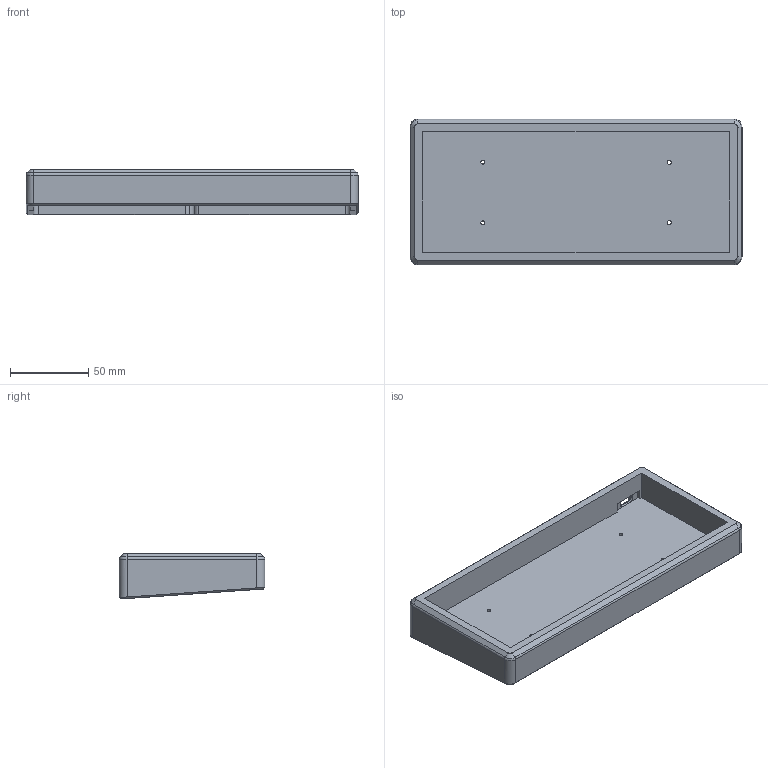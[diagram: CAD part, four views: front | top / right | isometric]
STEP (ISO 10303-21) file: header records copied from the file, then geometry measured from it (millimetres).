
FILE_DESCRIPTION(/* description */ (''),/* implementation_level */ '2;1');
FILE_NAME(/* name */ 'P3D QAZ Case v4.step',/* time_stamp */ '2020-08-22T11:20:36-05:00',/* author */ (''),/* organization */ (''),/* preprocessor_version */ 'ST-DEVELOPER v18.1',/* originating_system */ 'Autodesk Translation Framework v9.3.0.1241',/* authorisation */ '');
FILE_SCHEMA (('AUTOMOTIVE_DESIGN { 1 0 10303 214 3 1 1 }'));
Length unit declared in the file: millimetre
Products named in the file (2): P3D QAZ Case; P3D QAZ
Assembly tree (1 placements, depth 2):
  P3D QAZ Case
    P3D QAZ
Bounding box: 212 x 92.95 x 29.36 mm (x, y, z)
Volume: 157128.6 mm3; surface area: 73294.3 mm2
Topology: 2 solids, 2 shells, 192 faces, 482 edges, 298 vertices
Faces by surface type: cylinder 65, plane 65, bspline 50, torus 6, cone 6
Full cylindrical faces by diameter (mm): 2 x4, 2.5 x8
Entity records: 6606 total; most frequent: CARTESIAN_POINT 2167, ORIENTED_EDGE 964, DIRECTION 802, EDGE_CURVE 482, VERTEX_POINT 298, AXIS2_PLACEMENT_3D 271, LINE 260, VECTOR 260
